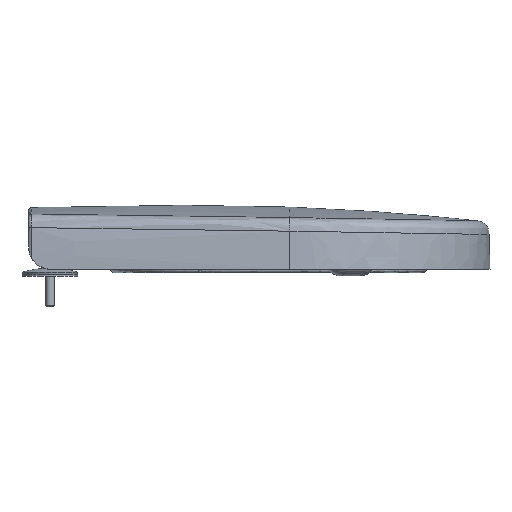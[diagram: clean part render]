
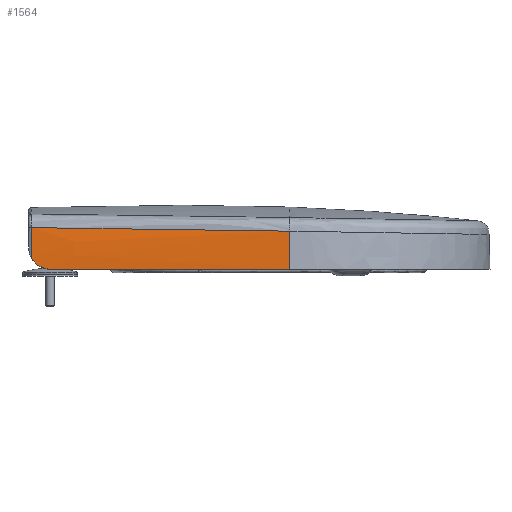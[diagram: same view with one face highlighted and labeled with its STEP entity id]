
A CAD part, left-side view. The second image highlights one B-rep face of the part: STEP entity #1564.
In plain terms, the highlighted free-form (B-spline) face has degree [3, 3] with [4, 5] control points.
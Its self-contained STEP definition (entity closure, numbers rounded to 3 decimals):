
#251=B_SPLINE_SURFACE_WITH_KNOTS('',3,3,((#77596,#77597,#77598,#77599,#77600),
(#77601,#77602,#77603,#77604,#77605),(#77606,#77607,#77608,#77609,#77610),
(#77611,#77612,#77613,#77614,#77615)),.UNSPECIFIED.,.F.,.F.,.F.,(4,4),(4,
1,4),(0.,1.),(0.,0.833,1.),.UNSPECIFIED.);
#922=FACE_OUTER_BOUND('',#3083,.T.);
#1564=ADVANCED_FACE('',(#922),#251,.T.);
#3083=EDGE_LOOP('',(#5490,#5491,#5492,#5493,#5494));
#5490=ORIENTED_EDGE('',*,*,#7917,.T.);
#5491=ORIENTED_EDGE('',*,*,#7799,.T.);
#5492=ORIENTED_EDGE('',*,*,#7900,.T.);
#5493=ORIENTED_EDGE('',*,*,#7919,.T.);
#5494=ORIENTED_EDGE('',*,*,#7692,.F.);
#6512=VERTEX_POINT('',#68640);
#6513=VERTEX_POINT('',#68645);
#6581=VERTEX_POINT('',#74347);
#6582=VERTEX_POINT('',#74358);
#6633=VERTEX_POINT('',#77172);
#7692=EDGE_CURVE('',#6512,#6513,#8687,.T.);
#7799=EDGE_CURVE('',#6582,#6581,#8763,.T.);
#7900=EDGE_CURVE('',#6581,#6633,#8804,.T.);
#7917=EDGE_CURVE('',#6512,#6582,#8817,.T.);
#7919=EDGE_CURVE('',#6633,#6513,#8819,.T.);
#8687=B_SPLINE_CURVE_WITH_KNOTS('',3,(#68641,#68642,#68643,#68644),
 .UNSPECIFIED.,.F.,.F.,(4,4),(0.,1.),.UNSPECIFIED.);
#8763=B_SPLINE_CURVE_WITH_KNOTS('',3,(#74348,#74349,#74350,#74351,#74352,
#74353,#74354,#74355,#74356,#74357),.UNSPECIFIED.,.F.,.F.,(4,2,2,1,1,4),
(0.,0.5,0.562,0.625,0.75,
1.),.UNSPECIFIED.);
#8804=B_SPLINE_CURVE_WITH_KNOTS('',3,(#77166,#77167,#77168,#77169,#77170,
#77171),.UNSPECIFIED.,.F.,.F.,(4,2,4),(0.,0.5,1.),.UNSPECIFIED.);
#8817=B_SPLINE_CURVE_WITH_KNOTS('',3,(#77512,#77513,#77514,#77515,#77516,
#77517,#77518,#77519,#77520,#77521,#77522,#77523,#77524,#77525,#77526,#77527,
#77528,#77529,#77530,#77531,#77532,#77533,#77534,#77535,#77536,#77537),
 .UNSPECIFIED.,.F.,.F.,(4,2,1,1,1,1,2,2,2,2,1,1,1,1,2,2,4),(0.,0.125,
0.187,0.219,0.234,0.242,
0.246,0.25,0.375,0.437,
0.469,0.484,0.492,0.496,0.498,0.5,
1.),.UNSPECIFIED.);
#8819=B_SPLINE_CURVE_WITH_KNOTS('',3,(#77590,#77591,#77592,#77593,#77594),
 .UNSPECIFIED.,.F.,.F.,(4,1,4),(0.,0.096,1.),.UNSPECIFIED.);
#68640=CARTESIAN_POINT('',(-176.413,-214.264,8.101));
#68641=CARTESIAN_POINT('',(-176.413,-214.264,8.101));
#68642=CARTESIAN_POINT('',(-177.091,-214.287,-3.252));
#68643=CARTESIAN_POINT('',(-177.43,-214.298,-14.626));
#68644=CARTESIAN_POINT('',(-177.43,-214.298,-26.));
#68645=CARTESIAN_POINT('',(-177.43,-214.298,-26.));
#74347=CARTESIAN_POINT('',(-180.234,16.225,-16.496));
#74348=CARTESIAN_POINT('',(-179.099,16.225,11.239));
#74349=CARTESIAN_POINT('',(-179.4,16.225,6.622));
#74350=CARTESIAN_POINT('',(-179.646,16.225,2.002));
#74351=CARTESIAN_POINT('',(-179.859,16.225,-3.199));
#74352=CARTESIAN_POINT('',(-179.881,16.225,-3.777));
#74353=CARTESIAN_POINT('',(-179.925,16.225,-4.933));
#74354=CARTESIAN_POINT('',(-179.988,16.225,-6.667));
#74355=CARTESIAN_POINT('',(-180.117,16.225,-10.713));
#74356=CARTESIAN_POINT('',(-180.196,16.225,-14.183));
#74357=CARTESIAN_POINT('',(-180.234,16.225,-16.496));
#74358=CARTESIAN_POINT('',(-179.099,16.225,11.239));
#77166=CARTESIAN_POINT('',(-180.234,16.225,-16.496));
#77167=CARTESIAN_POINT('',(-180.297,14.426,-19.413));
#77168=CARTESIAN_POINT('',(-180.335,11.899,-21.816));
#77169=CARTESIAN_POINT('',(-180.39,5.998,-25.11));
#77170=CARTESIAN_POINT('',(-180.409,2.628,-26.));
#77171=CARTESIAN_POINT('',(-180.427,-0.8,-26.));
#77172=CARTESIAN_POINT('',(-180.427,-0.8,-26.));
#77512=CARTESIAN_POINT('',(-176.413,-214.264,8.101));
#77513=CARTESIAN_POINT('',(-176.729,-204.434,8.279));
#77514=CARTESIAN_POINT('',(-177.015,-194.717,8.449));
#77515=CARTESIAN_POINT('',(-177.404,-180.316,8.689));
#77516=CARTESIAN_POINT('',(-177.587,-173.158,8.806));
#77517=CARTESIAN_POINT('',(-177.784,-164.883,8.937));
#77518=CARTESIAN_POINT('',(-177.878,-160.764,9.001));
#77519=CARTESIAN_POINT('',(-177.924,-158.709,9.032));
#77520=CARTESIAN_POINT('',(-177.944,-157.83,9.046));
#77521=CARTESIAN_POINT('',(-177.957,-157.244,9.055));
#77522=CARTESIAN_POINT('',(-177.964,-156.896,9.06));
#77523=CARTESIAN_POINT('',(-178.137,-149.041,9.18));
#77524=CARTESIAN_POINT('',(-178.31,-140.43,9.305));
#77525=CARTESIAN_POINT('',(-178.56,-126.025,9.506));
#77526=CARTESIAN_POINT('',(-178.642,-120.975,9.576));
#77527=CARTESIAN_POINT('',(-178.758,-113.027,9.684));
#77528=CARTESIAN_POINT('',(-178.815,-108.961,9.738));
#77529=CARTESIAN_POINT('',(-178.878,-104.053,9.804));
#77530=CARTESIAN_POINT('',(-178.908,-101.558,9.837));
#77531=CARTESIAN_POINT('',(-178.923,-100.301,9.853));
#77532=CARTESIAN_POINT('',(-178.93,-99.76,9.861));
#77533=CARTESIAN_POINT('',(-178.934,-99.398,9.865));
#77534=CARTESIAN_POINT('',(-178.937,-99.187,9.868));
#77535=CARTESIAN_POINT('',(-179.387,-60.584,10.377));
#77536=CARTESIAN_POINT('',(-179.44,-22.16,10.834));
#77537=CARTESIAN_POINT('',(-179.099,16.225,11.239));
#77590=CARTESIAN_POINT('',(-180.427,-0.8,-26.));
#77591=CARTESIAN_POINT('',(-180.462,-7.605,-26.));
#77592=CARTESIAN_POINT('',(-180.697,-78.788,-26.));
#77593=CARTESIAN_POINT('',(-179.567,-149.974,-26.));
#77594=CARTESIAN_POINT('',(-177.43,-214.298,-26.));
#77596=CARTESIAN_POINT('',(-177.43,-214.298,-26.));
#77597=CARTESIAN_POINT('',(-179.567,-149.974,-26.));
#77598=CARTESIAN_POINT('',(-180.794,-72.649,-26.));
#77599=CARTESIAN_POINT('',(-180.411,4.674,-26.));
#77600=CARTESIAN_POINT('',(-180.302,17.618,-26.));
#77601=CARTESIAN_POINT('',(-177.43,-214.298,-13.504));
#77602=CARTESIAN_POINT('',(-179.567,-149.974,-13.504));
#77603=CARTESIAN_POINT('',(-180.794,-72.649,-13.504));
#77604=CARTESIAN_POINT('',(-180.411,4.674,-13.504));
#77605=CARTESIAN_POINT('',(-180.302,17.618,-13.504));
#77606=CARTESIAN_POINT('',(-177.021,-214.284,-1.007));
#77607=CARTESIAN_POINT('',(-179.157,-149.965,-1.007));
#77608=CARTESIAN_POINT('',(-180.384,-72.645,-1.007));
#77609=CARTESIAN_POINT('',(-180.001,4.672,-1.007));
#77610=CARTESIAN_POINT('',(-179.892,17.614,-1.007));
#77611=CARTESIAN_POINT('',(-176.202,-214.257,11.462));
#77612=CARTESIAN_POINT('',(-178.338,-149.947,11.462));
#77613=CARTESIAN_POINT('',(-179.566,-72.639,11.462));
#77614=CARTESIAN_POINT('',(-179.182,4.667,11.462));
#77615=CARTESIAN_POINT('',(-179.073,17.608,11.462));
